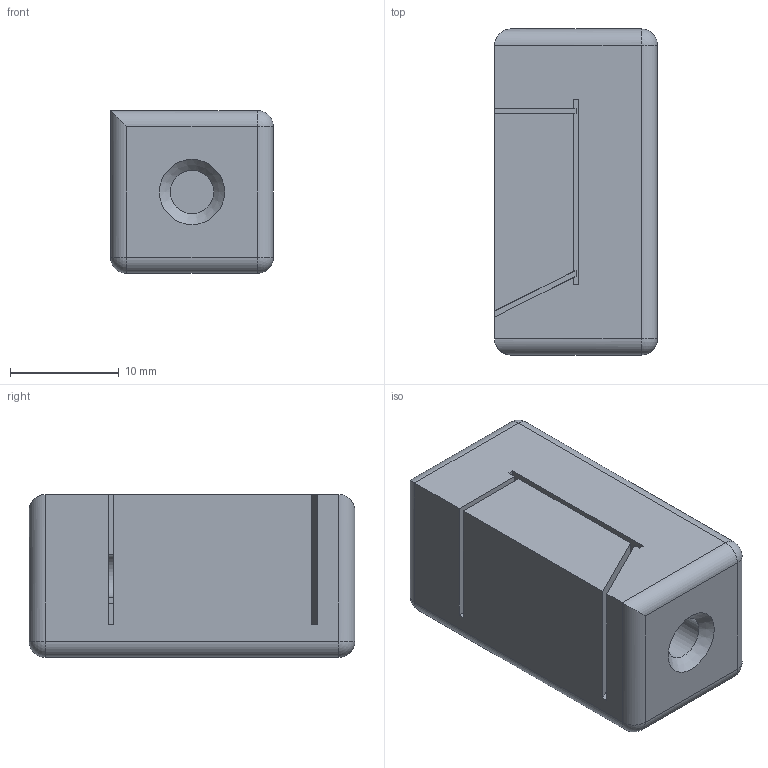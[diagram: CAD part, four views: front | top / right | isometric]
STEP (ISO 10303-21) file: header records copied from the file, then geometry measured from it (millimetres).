
FILE_DESCRIPTION(('FreeCAD Model'),'2;1');
FILE_NAME('Open CASCADE Shape Model','2022-02-19T19:19:26',(''),(''), 'Open CASCADE STEP processor 7.3','FreeCAD','Unknown');
FILE_SCHEMA(('AUTOMOTIVE_DESIGN { 1 0 10303 214 1 1 1 1 }'));
Length unit declared in the file: millimetre
Products named in the file (1): cut_guide
Bounding box: 15 x 30 x 15 mm (x, y, z)
Volume: 6142.8 mm3; surface area: 2990 mm2
Topology: 1 solids, 1 shells, 49 faces, 126 edges, 73 vertices
Faces by surface type: plane 29, cylinder 13, sphere 6, cone 1
Full cylindrical faces by diameter (mm): 4 x1
Entity records: 3055 total; most frequent: CARTESIAN_POINT 559, DIRECTION 481, LINE 313, VECTOR 313, ORIENTED_EDGE 240, PCURVE 240, DEFINITIONAL_REPRESENTATION 240, EDGE_CURVE 120
